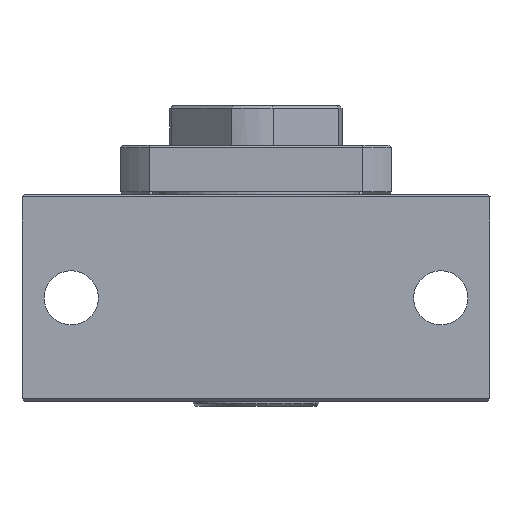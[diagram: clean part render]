
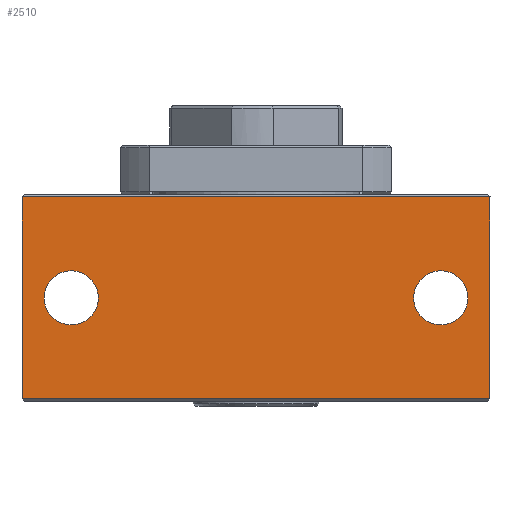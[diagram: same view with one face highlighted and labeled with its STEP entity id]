
A CAD part, front view. The second image highlights one B-rep face of the part: STEP entity #2510.
In plain terms, the highlighted planar face has unit normal (0, 1, 0).
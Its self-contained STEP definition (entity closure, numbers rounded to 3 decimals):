
#185 = VERTEX_POINT ( 'NONE', #15346 ) ;
#245 = ORIENTED_EDGE ( 'NONE', *, *, #19564, .T. ) ;
#853 = CARTESIAN_POINT ( 'NONE',  ( -87.844, -8.577, 5.5 ) ) ;
#1010 = DIRECTION ( 'NONE',  ( 0., 0., 1. ) ) ;
#1063 = DIRECTION ( 'NONE',  ( 0., 0., 1. ) ) ;
#2092 = VECTOR ( 'NONE', #7802, 1000. ) ;
#2222 = CARTESIAN_POINT ( 'NONE',  ( -12.844, -8.577, -5.5 ) ) ;
#2286 = DIRECTION ( 'NONE',  ( 0., 0., 1. ) ) ;
#2510 = ADVANCED_FACE ( 'NONE', ( #21838, #14337, #25425 ), #6366, .T. ) ;
#2615 = VERTEX_POINT ( 'NONE', #25527 ) ;
#2645 = CIRCLE ( 'NONE', #11061, 5.5 ) ;
#2926 = CARTESIAN_POINT ( 'NONE',  ( -50.344, -8.577, -20.5 ) ) ;
#3194 = CARTESIAN_POINT ( 'NONE',  ( -12.844, -8.577, 0. ) ) ;
#3351 = EDGE_LOOP ( 'NONE', ( #15497, #245 ) ) ;
#3644 = EDGE_CURVE ( 'NONE', #9690, #185, #4875, .T. ) ;
#4875 = LINE ( 'NONE', #13282, #20789 ) ;
#4877 = CIRCLE ( 'NONE', #7233, 5.5 ) ;
#5235 = VERTEX_POINT ( 'NONE', #8513 ) ;
#5256 = CARTESIAN_POINT ( 'NONE',  ( -12.844, -8.577, 0. ) ) ;
#5974 = LINE ( 'NONE', #2926, #19616 ) ;
#6366 = PLANE ( 'NONE',  #20962 ) ;
#6450 = DIRECTION ( 'NONE',  ( 0., 1., 0. ) ) ;
#6854 = ORIENTED_EDGE ( 'NONE', *, *, #22926, .T. ) ;
#7120 = DIRECTION ( 'NONE',  ( 0., -1., 0. ) ) ;
#7233 = AXIS2_PLACEMENT_3D ( 'NONE', #14204, #10038, #24579 ) ;
#7802 = DIRECTION ( 'NONE',  ( 0., 0., -1. ) ) ;
#8071 = VERTEX_POINT ( 'NONE', #853 ) ;
#8106 = EDGE_CURVE ( 'NONE', #20384, #5235, #15286, .T. ) ;
#8398 = DIRECTION ( 'NONE',  ( 0., 0., 1. ) ) ;
#8451 = ORIENTED_EDGE ( 'NONE', *, *, #21152, .T. ) ;
#8497 = CARTESIAN_POINT ( 'NONE',  ( -97.844, -8.577, -20.5 ) ) ;
#8513 = CARTESIAN_POINT ( 'NONE',  ( -12.844, -8.577, 5.5 ) ) ;
#8615 = CIRCLE ( 'NONE', #9786, 5.5 ) ;
#9690 = VERTEX_POINT ( 'NONE', #8497 ) ;
#9786 = AXIS2_PLACEMENT_3D ( 'NONE', #11395, #7120, #1063 ) ;
#10038 = DIRECTION ( 'NONE',  ( 0., -1., 0. ) ) ;
#11061 = AXIS2_PLACEMENT_3D ( 'NONE', #5256, #23875, #1010 ) ;
#11264 = DIRECTION ( 'NONE',  ( 0., 0., 1. ) ) ;
#11395 = CARTESIAN_POINT ( 'NONE',  ( -87.844, -8.577, 0. ) ) ;
#11710 = CARTESIAN_POINT ( 'NONE',  ( -2.844, -8.577, 0. ) ) ;
#12676 = LINE ( 'NONE', #24769, #20165 ) ;
#12682 = CARTESIAN_POINT ( 'NONE',  ( -97.844, -8.577, -20.5 ) ) ;
#13189 = CARTESIAN_POINT ( 'NONE',  ( -2.844, -8.577, 20.5 ) ) ;
#13264 = DIRECTION ( 'NONE',  ( -1., 0., 0. ) ) ;
#13282 = CARTESIAN_POINT ( 'NONE',  ( -97.844, -8.577, 0. ) ) ;
#13953 = VERTEX_POINT ( 'NONE', #21714 ) ;
#14044 = DIRECTION ( 'NONE',  ( 1., 0., 0. ) ) ;
#14204 = CARTESIAN_POINT ( 'NONE',  ( -87.844, -8.577, 0. ) ) ;
#14337 = FACE_BOUND ( 'NONE', #3351, .T. ) ;
#14634 = AXIS2_PLACEMENT_3D ( 'NONE', #3194, #15512, #11264 ) ;
#15286 = CIRCLE ( 'NONE', #14634, 5.5 ) ;
#15346 = CARTESIAN_POINT ( 'NONE',  ( -97.844, -8.577, 20.5 ) ) ;
#15497 = ORIENTED_EDGE ( 'NONE', *, *, #23509, .T. ) ;
#15512 = DIRECTION ( 'NONE',  ( 0., -1., 0. ) ) ;
#16004 = VERTEX_POINT ( 'NONE', #13189 ) ;
#17210 = EDGE_CURVE ( 'NONE', #2615, #9690, #5974, .T. ) ;
#18255 = ORIENTED_EDGE ( 'NONE', *, *, #3644, .T. ) ;
#19314 = LINE ( 'NONE', #11710, #2092 ) ;
#19337 = ORIENTED_EDGE ( 'NONE', *, *, #8106, .T. ) ;
#19564 = EDGE_CURVE ( 'NONE', #13953, #8071, #8615, .T. ) ;
#19616 = VECTOR ( 'NONE', #13264, 1000. ) ;
#20165 = VECTOR ( 'NONE', #14044, 1000. ) ;
#20384 = VERTEX_POINT ( 'NONE', #2222 ) ;
#20507 = EDGE_LOOP ( 'NONE', ( #25703, #8451, #24366, #18255 ) ) ;
#20649 = EDGE_LOOP ( 'NONE', ( #6854, #19337 ) ) ;
#20789 = VECTOR ( 'NONE', #2286, 1000. ) ;
#20962 = AXIS2_PLACEMENT_3D ( 'NONE', #12682, #6450, #8398 ) ;
#21152 = EDGE_CURVE ( 'NONE', #16004, #2615, #19314, .T. ) ;
#21714 = CARTESIAN_POINT ( 'NONE',  ( -87.844, -8.577, -5.5 ) ) ;
#21838 = FACE_BOUND ( 'NONE', #20649, .T. ) ;
#22926 = EDGE_CURVE ( 'NONE', #5235, #20384, #2645, .T. ) ;
#23158 = EDGE_CURVE ( 'NONE', #185, #16004, #12676, .T. ) ;
#23509 = EDGE_CURVE ( 'NONE', #8071, #13953, #4877, .T. ) ;
#23875 = DIRECTION ( 'NONE',  ( 0., -1., 0. ) ) ;
#24366 = ORIENTED_EDGE ( 'NONE', *, *, #17210, .T. ) ;
#24579 = DIRECTION ( 'NONE',  ( 0., 0., 1. ) ) ;
#24769 = CARTESIAN_POINT ( 'NONE',  ( -50.344, -8.577, 20.5 ) ) ;
#25425 = FACE_OUTER_BOUND ( 'NONE', #20507, .T. ) ;
#25527 = CARTESIAN_POINT ( 'NONE',  ( -2.844, -8.577, -20.5 ) ) ;
#25703 = ORIENTED_EDGE ( 'NONE', *, *, #23158, .T. ) ;
